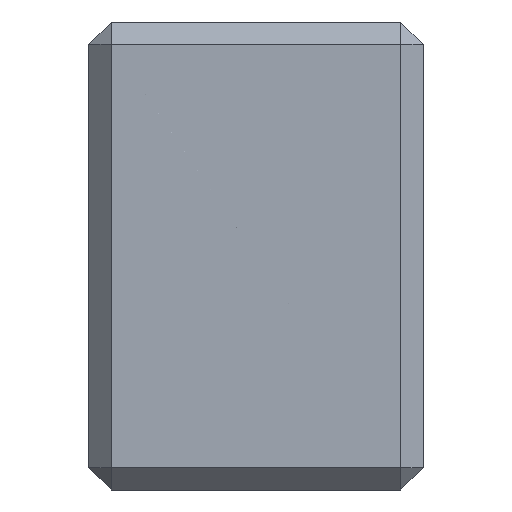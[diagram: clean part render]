
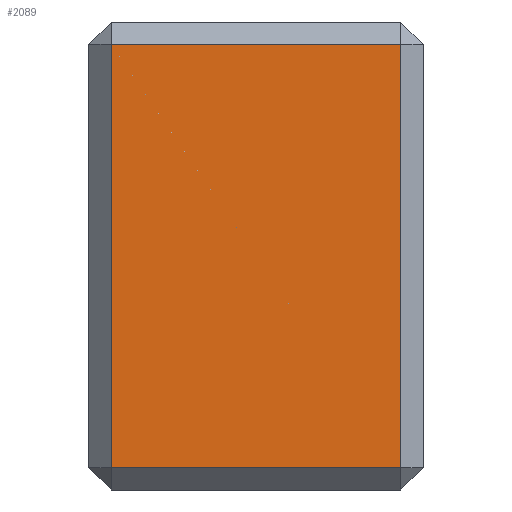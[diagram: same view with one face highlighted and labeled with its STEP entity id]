
A CAD part, front view. The second image highlights one B-rep face of the part: STEP entity #2089.
In plain terms, the highlighted planar face has unit normal (0, -1, 0).
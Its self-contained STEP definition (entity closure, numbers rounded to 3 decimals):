
#63=FACE_OUTER_BOUND('',#193,.T.);
#193=EDGE_LOOP('',(#1434,#1435,#1436,#1437));
#319=LINE('',#2932,#601);
#320=LINE('',#2935,#602);
#371=LINE('',#3045,#653);
#372=LINE('',#3046,#654);
#601=VECTOR('',#2369,1.);
#602=VECTOR('',#2372,1.);
#653=VECTOR('',#2441,1.);
#654=VECTOR('',#2442,1.);
#877=VERTEX_POINT('',#2918);
#881=VERTEX_POINT('',#2930);
#882=VERTEX_POINT('',#2934);
#932=VERTEX_POINT('',#3044);
#1067=EDGE_CURVE('',#877,#881,#319,.T.);
#1068=EDGE_CURVE('',#877,#882,#320,.T.);
#1123=EDGE_CURVE('',#932,#882,#371,.T.);
#1124=EDGE_CURVE('',#881,#932,#372,.T.);
#1434=ORIENTED_EDGE('',*,*,#1123,.T.);
#1435=ORIENTED_EDGE('',*,*,#1068,.F.);
#1436=ORIENTED_EDGE('',*,*,#1067,.T.);
#1437=ORIENTED_EDGE('',*,*,#1124,.T.);
#1973=PLANE('',#2227);
#2089=ADVANCED_FACE('',(#63),#1973,.T.);
#2227=AXIS2_PLACEMENT_3D('',#3043,#2439,#2440);
#2369=DIRECTION('',(0.,0.,1.));
#2372=DIRECTION('',(-1.,0.,0.));
#2439=DIRECTION('center_axis',(0.,-1.,0.));
#2440=DIRECTION('ref_axis',(0.,0.,1.));
#2441=DIRECTION('',(0.,0.,-1.));
#2442=DIRECTION('',(-1.,0.,0.));
#2918=CARTESIAN_POINT('',(-1.,-30.98,1.));
#2930=CARTESIAN_POINT('',(-1.,-30.98,20.));
#2932=CARTESIAN_POINT('',(-1.,-30.98,1.));
#2934=CARTESIAN_POINT('',(-14.,-30.98,1.));
#2935=CARTESIAN_POINT('',(-1.,-30.98,1.));
#3043=CARTESIAN_POINT('Origin',(-7.5,-30.98,10.5));
#3044=CARTESIAN_POINT('',(-14.,-30.98,20.));
#3045=CARTESIAN_POINT('',(-14.,-30.98,20.));
#3046=CARTESIAN_POINT('',(-1.,-30.98,20.));
